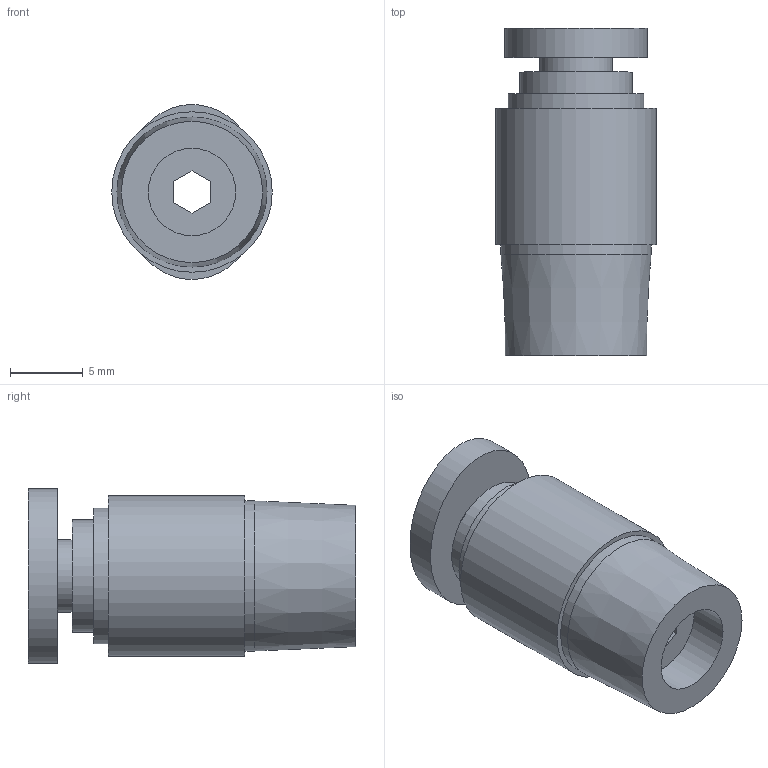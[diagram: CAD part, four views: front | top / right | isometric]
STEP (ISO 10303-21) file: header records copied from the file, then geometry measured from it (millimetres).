
FILE_DESCRIPTION(/* description */ ('Unknown'),/* implementation_level */ '2;1');
FILE_NAME(/* name */ 'P1R.5;32.10-32',/* time_stamp */ '2018-09-25T11:44:56-04:00',/* author */ ('Unknown'),/* organization */ ('Unknown'),/* preprocessor_version */ 'ST-DEVELOPER v16.7',/* originating_system */ 'DEX',/* authorisation */ $);
FILE_SCHEMA (('AUTOMOTIVE_DESIGN {1 0 10303 214 3 1 1}'));
Length unit declared in the file: millimetre
Products named in the file (1): P1R.5;32.10-32
Bounding box: 11 x 22.45 x 12 mm (x, y, z)
Volume: 1540.2 mm3; surface area: 1307.4 mm2
Topology: 1 solids, 1 shells, 24 faces, 46 edges, 31 vertices
Faces by surface type: plane 15, cylinder 7, cone 1, bspline 1
Full cylindrical faces by diameter (mm): 3.97 x1, 4.97 x1, 6 x1, 7.72 x1, 9.3 x1, 10.287 x1, 11 x1
Entity records: 766 total; most frequent: CARTESIAN_POINT 110, DIRECTION 100, ORIENTED_EDGE 70, EDGE_LOOP 42, FACE_BOUND 42, AXIS2_PLACEMENT_3D 41, EDGE_CURVE 35, VERTEX_POINT 29
